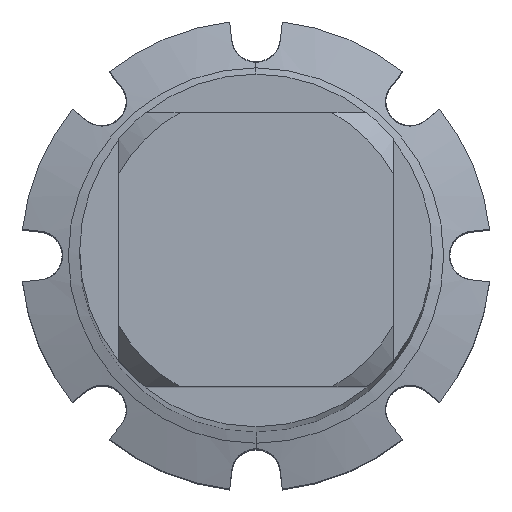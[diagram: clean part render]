
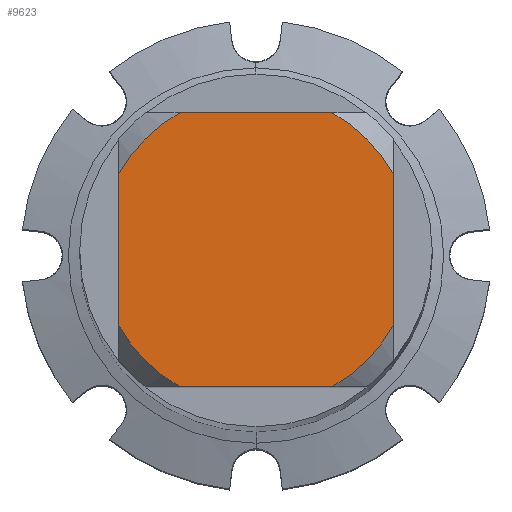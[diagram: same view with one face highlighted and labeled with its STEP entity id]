
A CAD part, top view. The second image highlights one B-rep face of the part: STEP entity #9623.
In plain terms, the highlighted planar face has unit normal (0, 0, 1).
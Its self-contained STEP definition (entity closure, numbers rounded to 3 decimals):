
#5653=VERTEX_POINT('',#14000);
#6123=VERTEX_POINT('',#14503);
#7379=VERTEX_POINT('',#15860);
#7505=EDGE_CURVE('',#8965,#8993,#15994,.T.);
#8289=EDGE_CURVE('',#8797,#6123,#16831,.T.);
#8297=VERTEX_POINT('',#16840);
#8583=EDGE_CURVE('',#11035,#5653,#17146,.T.);
#8633=EDGE_CURVE('',#8797,#5653,#17198,.T.);
#8797=VERTEX_POINT('',#17376);
#8965=VERTEX_POINT('',#17558);
#8993=VERTEX_POINT('',#17588);
#9481=EDGE_CURVE('',#8965,#8297,#18111,.T.);
#9561=EDGE_CURVE('',#7379,#6123,#18199,.T.);
#9623=ADVANCED_FACE('',(#18267),#18268,.T.);
#10823=EDGE_CURVE('',#7379,#8297,#19583,.T.);
#11035=VERTEX_POINT('',#19816);
#11135=EDGE_CURVE('',#11035,#8993,#19928,.T.);
#14000=CARTESIAN_POINT('',(-1.936,3.5,0.0));
#14503=CARTESIAN_POINT('',(3.5,1.936,0.0));
#15860=CARTESIAN_POINT('',(3.5,-1.936,0.0));
#15994=CIRCLE('',#27828,4.0);
#16831=CIRCLE('',#29378,4.0);
#16840=CARTESIAN_POINT('',(1.936,-3.5,0.0));
#17146=CIRCLE('',#29991,4.0);
#17198=LINE('',#30081,#30082);
#17376=CARTESIAN_POINT('',(1.936,3.5,0.0));
#17558=CARTESIAN_POINT('',(-1.936,-3.5,0.0));
#17588=CARTESIAN_POINT('',(-3.5,-1.936,0.0));
#18111=LINE('',#31830,#31831);
#18199=LINE('',#31962,#31963);
#18267=FACE_OUTER_BOUND('',#32088,.T.);
#18268=PLANE('',#32089);
#19583=CIRCLE('',#34260,4.0);
#19816=CARTESIAN_POINT('',(-3.5,1.936,0.0));
#19928=LINE('',#34931,#34932);
#27828=AXIS2_PLACEMENT_3D('',#41031,#41032,#41033);
#29378=AXIS2_PLACEMENT_3D('',#41720,#41721,#41722);
#29991=AXIS2_PLACEMENT_3D('',#42099,#42100,#42101);
#30081=CARTESIAN_POINT('',(0.0,3.5,0.0));
#30082=VECTOR('',#42126,1.0);
#31830=CARTESIAN_POINT('',(0.0,-3.5,0.0));
#31831=VECTOR('',#42919,1.0);
#31962=CARTESIAN_POINT('',(3.5,1.0,0.0));
#31963=VECTOR('',#43016,1.0);
#32088=EDGE_LOOP('',(#43095,#43096,#43097,#43098,#43099,#43100,#43101,#43102));
#32089=AXIS2_PLACEMENT_3D('',#43103,#43104,#43105);
#34260=AXIS2_PLACEMENT_3D('',#44754,#44755,#44756);
#34931=CARTESIAN_POINT('',(-3.5,1.0,0.0));
#34932=VECTOR('',#45122,1.0);
#41031=CARTESIAN_POINT('',(0.0,0.0,0.0));
#41032=DIRECTION('',(0.0,0.0,-1.0));
#41033=DIRECTION('',(0.0,1.0,0.0));
#41720=CARTESIAN_POINT('',(0.0,0.0,0.0));
#41721=DIRECTION('',(0.0,0.0,-1.0));
#41722=DIRECTION('',(0.0,1.0,0.0));
#42099=CARTESIAN_POINT('',(0.0,0.0,0.0));
#42100=DIRECTION('',(0.0,0.0,-1.0));
#42101=DIRECTION('',(0.0,1.0,0.0));
#42126=DIRECTION('',(-1.0,0.0,0.0));
#42919=DIRECTION('',(1.0,0.0,0.0));
#43016=DIRECTION('',(-0.0,1.0,0.0));
#43095=ORIENTED_EDGE('',*,*,#11135,.T.);
#43096=ORIENTED_EDGE('',*,*,#7505,.F.);
#43097=ORIENTED_EDGE('',*,*,#9481,.T.);
#43098=ORIENTED_EDGE('',*,*,#10823,.F.);
#43099=ORIENTED_EDGE('',*,*,#9561,.T.);
#43100=ORIENTED_EDGE('',*,*,#8289,.F.);
#43101=ORIENTED_EDGE('',*,*,#8633,.T.);
#43102=ORIENTED_EDGE('',*,*,#8583,.F.);
#43103=CARTESIAN_POINT('',(0.0,2.0,0.0));
#43104=DIRECTION('',(-0.0,0.0,1.0));
#43105=DIRECTION('',(0.0,-1.0,0.0));
#44754=CARTESIAN_POINT('',(0.0,0.0,0.0));
#44755=DIRECTION('',(0.0,0.0,-1.0));
#44756=DIRECTION('',(0.0,1.0,0.0));
#45122=DIRECTION('',(-0.0,-1.0,0.0));
